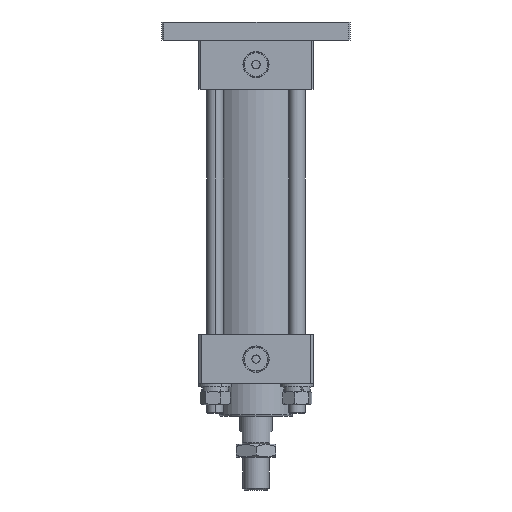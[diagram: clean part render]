
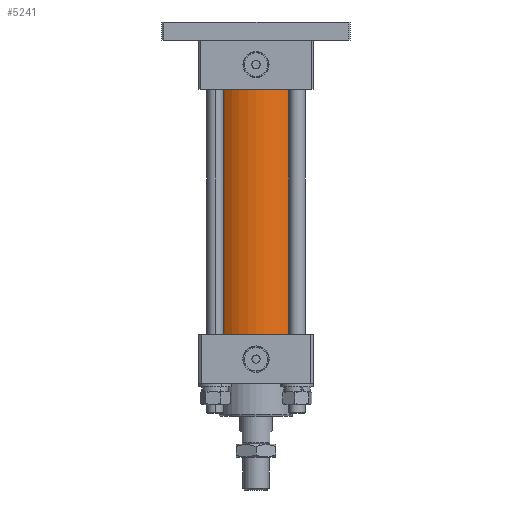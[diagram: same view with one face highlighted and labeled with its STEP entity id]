
A CAD part, front view. The second image highlights one B-rep face of the part: STEP entity #5241.
In plain terms, the highlighted cylindrical face has radius 29.5 mm (diameter 59 mm), a partial arc.
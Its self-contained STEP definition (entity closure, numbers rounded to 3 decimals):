
#844 = FACE_OUTER_BOUND ( 'NONE', #6933, .T. ) ;
#848 = CYLINDRICAL_SURFACE ( 'NONE', #4362, 29.5 ) ;
#1364 = EDGE_CURVE ( 'NONE', #5943, #5941, #1444, .T. ) ;
#1366 = EDGE_CURVE ( 'NONE', #5945, #5883, #1447, .T. ) ;
#1368 = EDGE_CURVE ( 'NONE', #5945, #5943, #1450, .T. ) ;
#1370 = EDGE_CURVE ( 'NONE', #5883, #5941, #1452, .T. ) ;
#1444 = LINE ( 'NONE', #6526, #1446 ) ;
#1446 = VECTOR ( 'NONE', #6516, 1000. ) ;
#1447 = LINE ( 'NONE', #6354, #1449 ) ;
#1449 = VECTOR ( 'NONE', #3303, 1000. ) ;
#1450 = CIRCLE ( 'NONE', #5824, 29.5 ) ;
#1452 = CIRCLE ( 'NONE', #5819, 29.5 ) ;
#2394 = CARTESIAN_POINT ( 'NONE',  ( -29.5, 0., 0. ) ) ;
#2439 = CARTESIAN_POINT ( 'NONE',  ( 29.5, 0., 0. ) ) ;
#2441 = CARTESIAN_POINT ( 'NONE',  ( 29.5, 0., 150. ) ) ;
#2443 = CARTESIAN_POINT ( 'NONE',  ( -29.5, 0., 150. ) ) ;
#3303 = DIRECTION ( 'NONE',  ( 0., 0., -1. ) ) ;
#3307 = CARTESIAN_POINT ( 'NONE',  ( 0., 0., 150. ) ) ;
#3308 = DIRECTION ( 'NONE',  ( 0., 0., 1. ) ) ;
#3309 = DIRECTION ( 'NONE',  ( 1., 0., 0. ) ) ;
#3315 = CARTESIAN_POINT ( 'NONE',  ( 0., 0., 0. ) ) ;
#3316 = DIRECTION ( 'NONE',  ( 0., 0., 1. ) ) ;
#3317 = DIRECTION ( 'NONE',  ( 1., 0., 0. ) ) ;
#4362 = AXIS2_PLACEMENT_3D ( 'NONE', #7351, #7349, #7342 ) ;
#5241 = ADVANCED_FACE ( 'NONE', ( #844 ), #848, .T. ) ;
#5819 = AXIS2_PLACEMENT_3D ( 'NONE', #3315, #3316, #3317 ) ;
#5824 = AXIS2_PLACEMENT_3D ( 'NONE', #3307, #3308, #3309 ) ;
#5883 = VERTEX_POINT ( 'NONE', #2394 ) ;
#5941 = VERTEX_POINT ( 'NONE', #2439 ) ;
#5943 = VERTEX_POINT ( 'NONE', #2441 ) ;
#5945 = VERTEX_POINT ( 'NONE', #2443 ) ;
#6354 = CARTESIAN_POINT ( 'NONE',  ( -29.5, 0., 150. ) ) ;
#6516 = DIRECTION ( 'NONE',  ( 0., 0., -1. ) ) ;
#6526 = CARTESIAN_POINT ( 'NONE',  ( 29.5, 0., 150. ) ) ;
#6933 = EDGE_LOOP ( 'NONE', ( #7762, #7763, #7764, #7765 ) ) ;
#7342 = DIRECTION ( 'NONE',  ( -1., 0., 0. ) ) ;
#7349 = DIRECTION ( 'NONE',  ( 0., 0., -1. ) ) ;
#7351 = CARTESIAN_POINT ( 'NONE',  ( 0., 0., 150. ) ) ;
#7762 = ORIENTED_EDGE ( 'NONE', *, *, #1364, .F. ) ;
#7763 = ORIENTED_EDGE ( 'NONE', *, *, #1368, .F. ) ;
#7764 = ORIENTED_EDGE ( 'NONE', *, *, #1366, .T. ) ;
#7765 = ORIENTED_EDGE ( 'NONE', *, *, #1370, .T. ) ;
